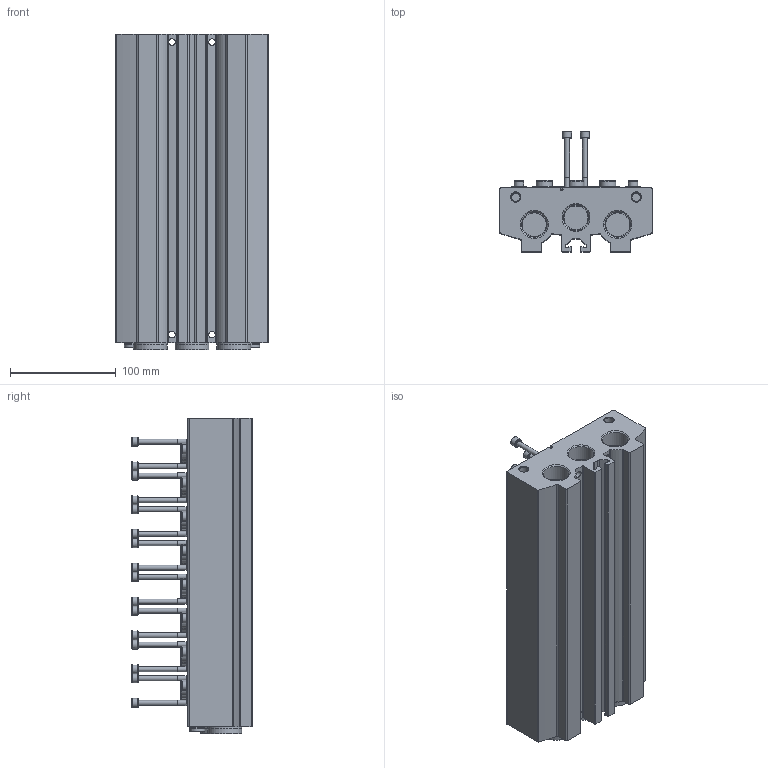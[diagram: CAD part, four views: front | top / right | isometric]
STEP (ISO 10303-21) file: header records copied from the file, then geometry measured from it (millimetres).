
FILE_DESCRIPTION(/* description */ ('STEP AP214'),/* implementation_level */ '2;1');
FILE_NAME(/* name */ '8026365_VABM-B10-30E-G34-8',/* time_stamp */ '2024-09-15T22:44:31+02:00',/* author */ ('License CC BY-ND 4.0'),/* organization */ ('CADENAS'),/* preprocessor_version */ 'ST-DEVELOPER v19.3',/* originating_system */ 'PARTsolutions',/* authorisation */ ' ');
FILE_SCHEMA (('AUTOMOTIVE_DESIGN {1 0 10303 214 3 1 1}'));
Length unit declared in the file: millimetre
Products named in the file (7): 8026365 VABM-B10-30E-G34-8; 8026365 VABM-B10-30E-G34-8---(M); 1658619 VUVS-G3-3---(S); 2191444 F-M5x60-10.9; 1354302 VUVS-G18---(S); 3572 B-3/4---(Plug); 3568 B-1/8---(Plug)
Assembly tree (46 placements, depth 2):
  8026365 VABM-B10-30E-G34-8
    8026365 VABM-B10-30E-G34-8---(M)
    1658619 VUVS-G3-3---(S)  x8
    2191444 F-M5x60-10.9  x16
    1354302 VUVS-G18---(S)  x16
    3572 B-3/4---(Plug)  x3
    3568 B-1/8---(Plug)  x2
Bounding box: 144 x 113.9 x 298.95 mm (x, y, z)
Volume: 1821931 mm3; surface area: 339207.9 mm2
Topology: 46 solids, 46 shells, 1778 faces, 4105 edges, 2596 vertices
Faces by surface type: plane 798, cylinder 536, cone 343, torus 101
Full cylindrical faces by diameter (mm): 3.5 x1, 4.134 x19, 4.75 x16, 5 x16, 5.5 x16, 6 x16, 6.3 x4, 8.2 x2, 8.5 x16, 8.566 x4, 8.9 x16, 9 x24, 9.728 x2, 10.8 x16, 12 x24, 12.6 x2, 14 x4, 15 x16, 15.1 x24, 18.1 x24, 22.8 x3, 24.117 x6, 26.441 x3, 28.8 x3, 32 x6
Entity records: 14421 total; most frequent: CARTESIAN_POINT 2914, DIRECTION 2402, ORIENTED_EDGE 1942, EDGE_CURVE 971, AXIS2_PLACEMENT_3D 955, FACE_BOUND 852, EDGE_LOOP 832, VERTEX_POINT 747
